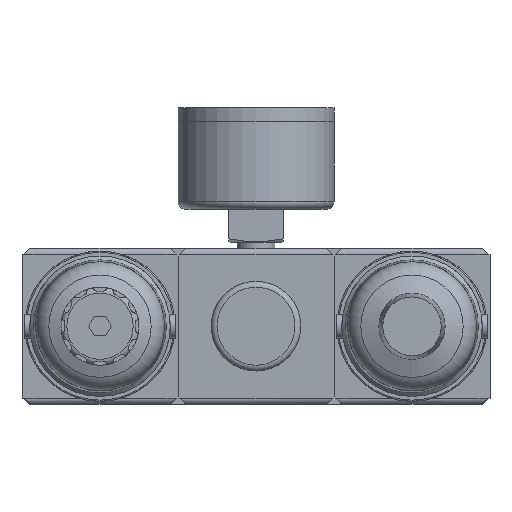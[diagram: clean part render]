
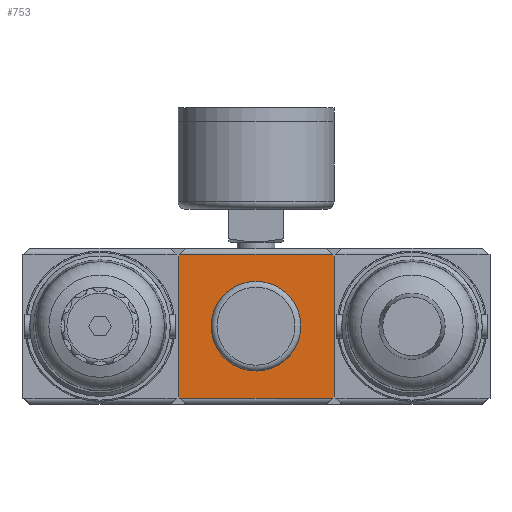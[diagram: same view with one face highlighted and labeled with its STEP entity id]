
A CAD part, front view. The second image highlights one B-rep face of the part: STEP entity #753.
In plain terms, the highlighted planar face has unit normal (0, -1, 0).
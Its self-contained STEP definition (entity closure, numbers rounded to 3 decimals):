
#753 = ADVANCED_FACE( '', ( #1884, #1885 ), #1886, .F. );
#1884 = FACE_OUTER_BOUND( '', #3647, .T. );
#1885 = FACE_BOUND( '', #3648, .T. );
#1886 = PLANE( '', #3649 );
#3647 = EDGE_LOOP( '', ( #7141, #7142, #7143, #7144, #7145, #7146, #7147, #7148 ) );
#3648 = EDGE_LOOP( '', ( #7149 ) );
#3649 = AXIS2_PLACEMENT_3D( '', #7150, #7151, #7152 );
#7141 = ORIENTED_EDGE( '', *, *, #11483, .F. );
#7142 = ORIENTED_EDGE( '', *, *, #11465, .F. );
#7143 = ORIENTED_EDGE( '', *, *, #11484, .F. );
#7144 = ORIENTED_EDGE( '', *, *, #11485, .F. );
#7145 = ORIENTED_EDGE( '', *, *, #11486, .F. );
#7146 = ORIENTED_EDGE( '', *, *, #11474, .T. );
#7147 = ORIENTED_EDGE( '', *, *, #11487, .F. );
#7148 = ORIENTED_EDGE( '', *, *, #11312, .F. );
#7149 = ORIENTED_EDGE( '', *, *, #11488, .F. );
#7150 = CARTESIAN_POINT( '', ( 0., -12., 0. ) );
#7151 = DIRECTION( '', ( 0., 1., 0. ) );
#7152 = DIRECTION( '', ( 0., 0., 1. ) );
#11312 = EDGE_CURVE( '', #13570, #13572, #13573, .T. );
#11465 = EDGE_CURVE( '', #13852, #13853, #13854, .T. );
#11474 = EDGE_CURVE( '', #13870, #13871, #13872, .T. );
#11483 = EDGE_CURVE( '', #13853, #13570, #13884, .T. );
#11484 = EDGE_CURVE( '', #13885, #13852, #13886, .T. );
#11485 = EDGE_CURVE( '', #13887, #13885, #13888, .T. );
#11486 = EDGE_CURVE( '', #13870, #13887, #13889, .T. );
#11487 = EDGE_CURVE( '', #13572, #13871, #13890, .T. );
#11488 = EDGE_CURVE( '', #13891, #13891, #13892, .F. );
#13570 = VERTEX_POINT( '', #17551 );
#13572 = VERTEX_POINT( '', #17554 );
#13573 = LINE( '', #17555, #17556 );
#13852 = VERTEX_POINT( '', #18199 );
#13853 = VERTEX_POINT( '', #18200 );
#13854 = LINE( '', #18201, #18202 );
#13870 = VERTEX_POINT( '', #18224 );
#13871 = VERTEX_POINT( '', #18225 );
#13872 = LINE( '', #18226, #18227 );
#13884 = LINE( '', #18244, #18245 );
#13885 = VERTEX_POINT( '', #18246 );
#13886 = LINE( '', #18247, #18248 );
#13887 = VERTEX_POINT( '', #18249 );
#13888 = LINE( '', #18250, #18251 );
#13889 = LINE( '', #18252, #18253 );
#13890 = LINE( '', #18254, #18255 );
#13891 = VERTEX_POINT( '', #18256 );
#13892 = CIRCLE( '', #18257, 11.5 );
#17551 = CARTESIAN_POINT( '', ( -20., -12., -18. ) );
#17554 = CARTESIAN_POINT( '', ( -20., -12., 18. ) );
#17555 = CARTESIAN_POINT( '', ( -20., -12., -18. ) );
#17556 = VECTOR( '', #21706, 1000. );
#18199 = CARTESIAN_POINT( '', ( 19.5, -12., -18.5 ) );
#18200 = CARTESIAN_POINT( '', ( -19.5, -12., -18.5 ) );
#18201 = CARTESIAN_POINT( '', ( 25., -12., -18.5 ) );
#18202 = VECTOR( '', #21942, 1000. );
#18224 = CARTESIAN_POINT( '', ( 19.5, -12., 18.5 ) );
#18225 = CARTESIAN_POINT( '', ( -19.5, -12., 18.5 ) );
#18226 = CARTESIAN_POINT( '', ( 25., -12., 18.5 ) );
#18227 = VECTOR( '', #21955, 1000. );
#18244 = CARTESIAN_POINT( '', ( -18., -12., -20. ) );
#18245 = VECTOR( '', #21970, 1000. );
#18246 = CARTESIAN_POINT( '', ( 20., -12., -18. ) );
#18247 = CARTESIAN_POINT( '', ( 20., -12., -18. ) );
#18248 = VECTOR( '', #21971, 1000. );
#18249 = CARTESIAN_POINT( '', ( 20., -12., 18. ) );
#18250 = CARTESIAN_POINT( '', ( 20., -12., 18. ) );
#18251 = VECTOR( '', #21972, 1000. );
#18252 = CARTESIAN_POINT( '', ( 18., -12., 20. ) );
#18253 = VECTOR( '', #21973, 1000. );
#18254 = CARTESIAN_POINT( '', ( -20., -12., 18. ) );
#18255 = VECTOR( '', #21974, 1000. );
#18256 = CARTESIAN_POINT( '', ( 0., -12., 11.5 ) );
#18257 = AXIS2_PLACEMENT_3D( '', #21975, #21976, #21977 );
#21706 = DIRECTION( '', ( 0., 0., 1. ) );
#21942 = DIRECTION( '', ( -1., 0., 0. ) );
#21955 = DIRECTION( '', ( -1., 0., 0. ) );
#21970 = DIRECTION( '', ( -0.707, 0., 0.707 ) );
#21971 = DIRECTION( '', ( -0.707, 0., -0.707 ) );
#21972 = DIRECTION( '', ( 0., 0., -1. ) );
#21973 = DIRECTION( '', ( 0.707, 0., -0.707 ) );
#21974 = DIRECTION( '', ( 0.707, 0., 0.707 ) );
#21975 = CARTESIAN_POINT( '', ( 0., -12., 0. ) );
#21976 = DIRECTION( '', ( 0., 1., 0. ) );
#21977 = DIRECTION( '', ( 0., 0., 1. ) );
